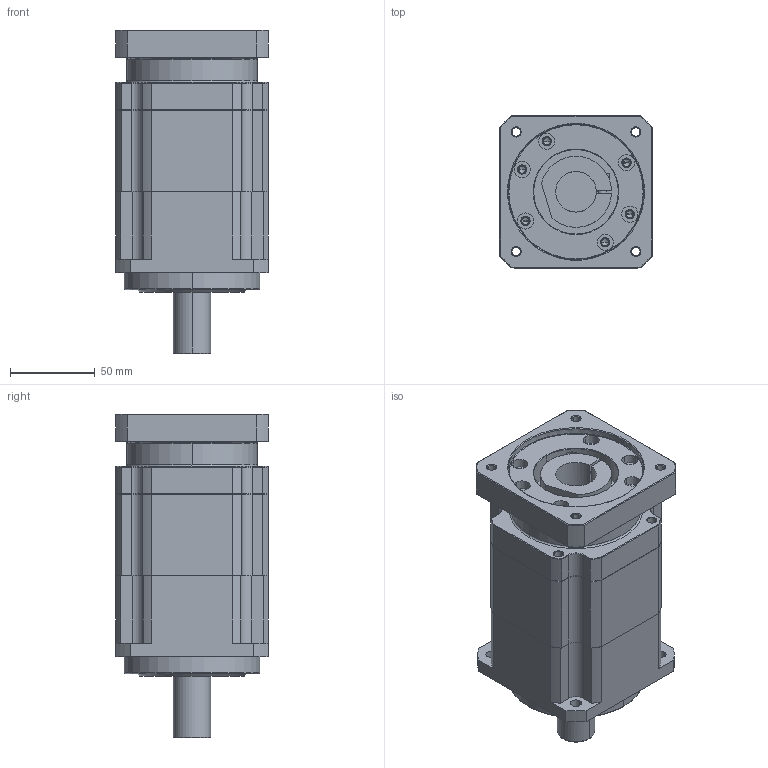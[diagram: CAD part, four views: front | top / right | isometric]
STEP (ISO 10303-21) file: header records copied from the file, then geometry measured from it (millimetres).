
FILE_DESCRIPTION((''),'2;1');
FILE_NAME('AB090A2-P4130303_ASM','2008-02-27T',('d00280'),(''),'PRO/ENGINEER BY PARAMETRIC TECHNOLOGY CORPORATION, 2006170','PRO/ENGINEER BY PARAMETRIC TECHNOLOGY CORPORATION, 2006170','');
FILE_SCHEMA(('CONFIG_CONTROL_DESIGN'));
Length unit declared in the file: millimetre
Products named in the file (5): AB090A2; AN034A-1; PK930001; P4130303; AB090A2-P4130303_ASM
Assembly tree (4 placements, depth 2):
  AB090A2-P4130303_ASM
    AB090A2
    AN034A-1
    PK930001
    P4130303
Bounding box: 90 x 90 x 191.5 mm (x, y, z)
Volume: 939737.1 mm3; surface area: 131342.1 mm2
Topology: 4 solids, 16 shells, 439 faces, 1045 edges, 639 vertices
Faces by surface type: cylinder 191, plane 98, cone 94, torus 56
Entity records: 13028 total; most frequent: DIRECTION 2437, CARTESIAN_POINT 2382, ORIENTED_EDGE 2012, EDGE_CURVE 1031, AXIS2_PLACEMENT_3D 1003, VERTEX_POINT 639, CIRCLE 549, EDGE_LOOP 522
